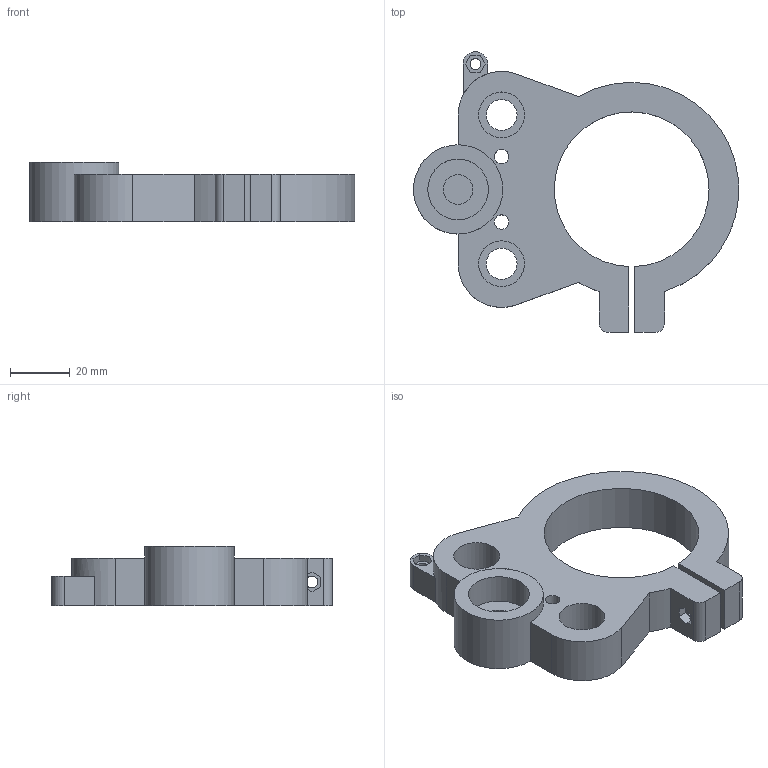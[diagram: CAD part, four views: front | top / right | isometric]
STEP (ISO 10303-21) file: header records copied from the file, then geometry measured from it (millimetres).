
FILE_DESCRIPTION(('FreeCAD Model'),'2;1');
FILE_NAME('z_spindle_holder_top.step','2015-04-12T19:43:42',('Author'),(''), 'Open CASCADE STEP processor 6.7','FreeCAD','Unknown');
FILE_SCHEMA(('AUTOMOTIVE_DESIGN_CC2 { 1 2 10303 214 -1 1 5 4 }'));
Length unit declared in the file: millimetre
Products named in the file (1): Fusion006_(Solid)
Bounding box: 109.22 x 94.28 x 20 mm (x, y, z)
Volume: 67251.5 mm3; surface area: 21547.9 mm2
Topology: 1 solids, 1 shells, 61 faces, 158 edges, 106 vertices
Faces by surface type: plane 41, cylinder 20
Full cylindrical faces by diameter (mm): 3.6 x1, 4 x2, 4.8 x2, 10 x1, 10.4 x2, 15.4 x2, 20.4 x1, 30 x1
Entity records: 4101 total; most frequent: CARTESIAN_POINT 920, DIRECTION 574, LINE 326, VECTOR 326, ORIENTED_EDGE 316, PCURVE 316, DEFINITIONAL_REPRESENTATION 316, EDGE_CURVE 158
